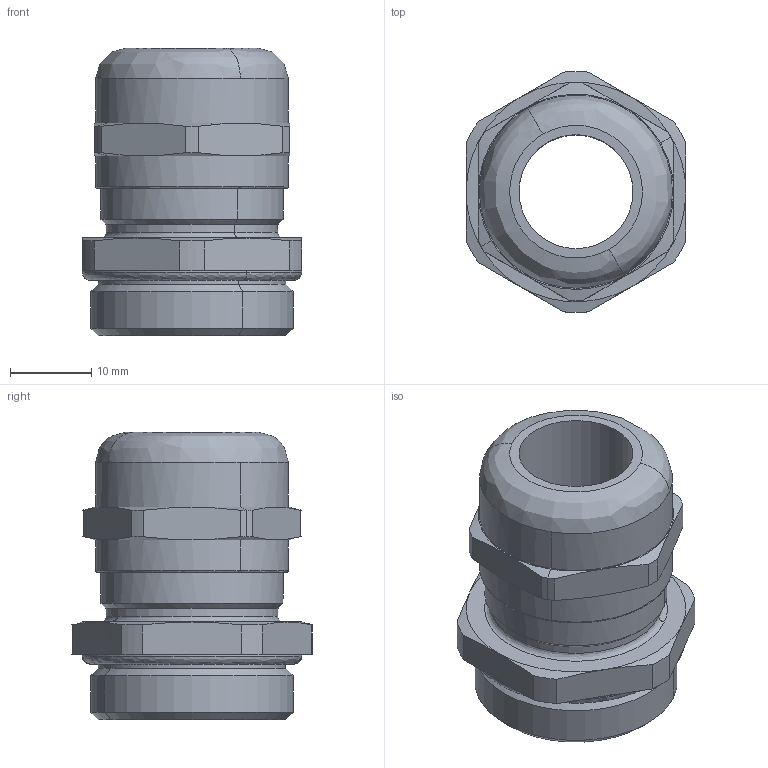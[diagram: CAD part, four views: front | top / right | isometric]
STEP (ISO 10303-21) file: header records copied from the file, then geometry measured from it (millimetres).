
FILE_DESCRIPTION(('CATIA V5R24 STEP','CAx-IF Rec.Pracs.--- Model Styling and Organization---1.2---2011-12-15'),'2;1');
FILE_NAME ('D1446442_0_1009870000_1009870000.stp','2018-01-18T10:51:23+00:00',('none'),('Weidmueller'),'CATIA Version 5-6 Release 2014 SP4 HF52','CATIA V5 STEP AP214','none');
FILE_SCHEMA(('AUTOMOTIVE_DESIGN { 1 0 10303 214 1 1 1 1 }'));
Length unit declared in the file: millimetre
Products named in the file (1): 1009870000_VGM25-SS_68_KB_10-14
Bounding box: 27 x 29.58 x 35.3 mm (x, y, z)
Volume: 10823.1 mm3; surface area: 5415.6 mm2
Topology: 1 solids, 2 shells, 92 faces, 258 edges, 176 vertices
Faces by surface type: cylinder 30, cone 28, plane 22, bspline 12
Entity records: 3458 total; most frequent: CARTESIAN_POINT 1338, ORIENTED_EDGE 516, DIRECTION 283, EDGE_CURVE 258, VERTEX_POINT 176, AXIS2_PLACEMENT_3D 146, EDGE_LOOP 102, ADVANCED_FACE 92
